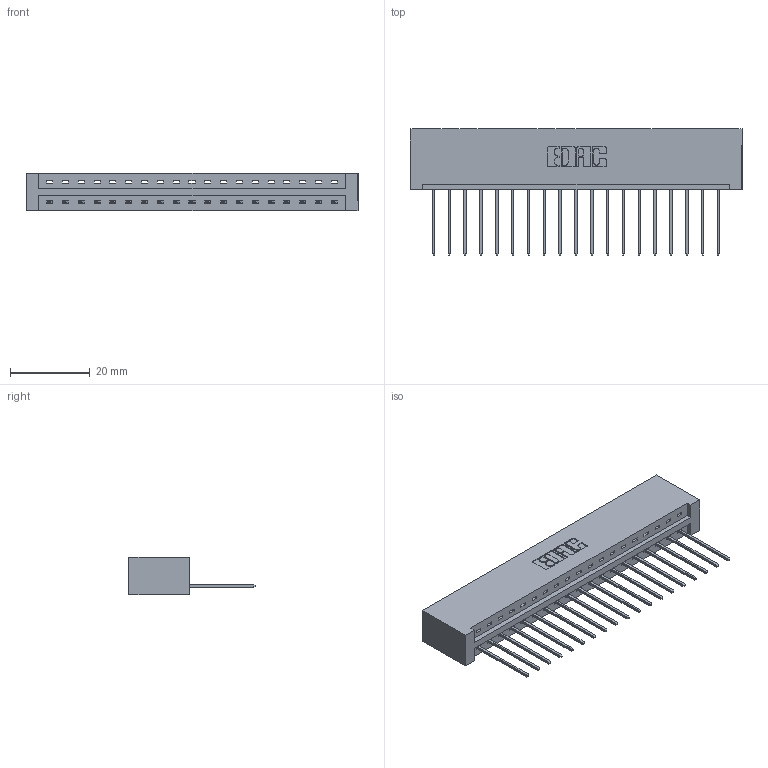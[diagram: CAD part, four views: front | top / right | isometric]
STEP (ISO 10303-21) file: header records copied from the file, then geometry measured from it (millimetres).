
FILE_DESCRIPTION (( 'STEP AP203' ), '1' );
FILE_NAME ('337-019-542-101.STEP', '2019-09-28T21:45:01', ( '' ), ( '' ), 'SwSTEP 2.0', 'SolidWorks 2016', '' );
FILE_SCHEMA (( 'CONFIG_CONTROL_DESIGN' ));
Length unit declared in the file: inch
Products named in the file (3): 345-292-001_345-293-142; 337 Part_No Mounting Lugs; 337-019-542-101
Assembly tree (20 placements, depth 2):
  337-019-542-101
    337 Part_No Mounting Lugs
    345-292-001_345-293-142  x19
Bounding box: 83.16 x 31.63 x 9.4 mm (x, y, z)
Volume: 9136.2 mm3; surface area: 9572.8 mm2
Topology: 20 solids, 20 shells, 1284 faces, 3859 edges, 2546 vertices
Faces by surface type: plane 940, cylinder 344
Entity records: 16839 total; most frequent: CARTESIAN_POINT 2939, ORIENTED_EDGE 2894, DIRECTION 2513, EDGE_CURVE 1447, VECTOR 1327, LINE 1327, VERTEX_POINT 962, AXIS2_PLACEMENT_3D 593
